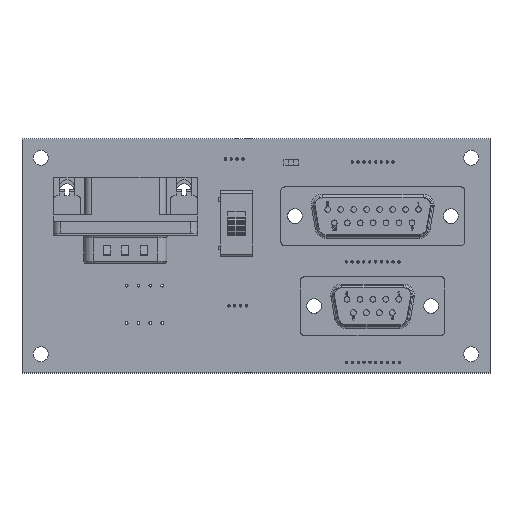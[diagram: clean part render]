
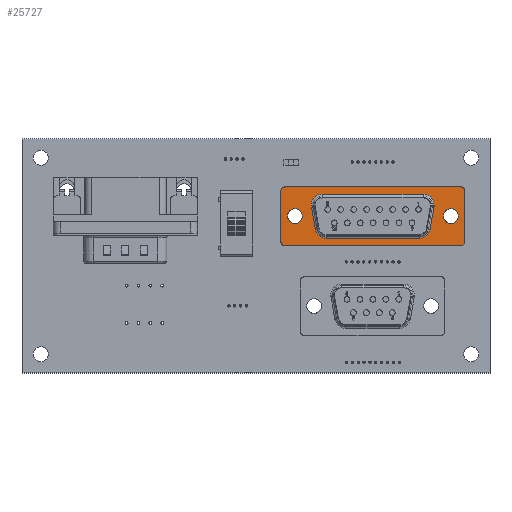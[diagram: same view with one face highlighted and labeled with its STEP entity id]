
A CAD part, top view. The second image highlights one B-rep face of the part: STEP entity #25727.
In plain terms, the highlighted planar face has unit normal (0, 0, 1).
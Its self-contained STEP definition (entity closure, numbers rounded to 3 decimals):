
#21598 = VERTEX_POINT('',#21599);
#21599 = CARTESIAN_POINT('',(30.402,10.986,0.));
#21608 = EDGE_CURVE('',#21598,#21609,#21611,.T.);
#21609 = VERTEX_POINT('',#21610);
#21610 = CARTESIAN_POINT('',(32.739,8.649,0.)
  );
#21611 = CIRCLE('',#21612,2.337);
#21612 = AXIS2_PLACEMENT_3D('',#21613,#21614,#21615);
#21613 = CARTESIAN_POINT('',(30.402,8.649,0.));
#21614 = DIRECTION('',(0.,0.,-1.));
#21615 = DIRECTION('',(1.,0.,0.));
#21804 = VERTEX_POINT('',#21805);
#21805 = CARTESIAN_POINT('',(37.871,6.299,0.));
#21811 = EDGE_CURVE('',#21812,#21804,#21814,.T.);
#21812 = VERTEX_POINT('',#21813);
#21813 = CARTESIAN_POINT('',(34.696,6.299,0.));
#21814 = CIRCLE('',#21815,1.588);
#21815 = AXIS2_PLACEMENT_3D('',#21816,#21817,#21818);
#21816 = CARTESIAN_POINT('',(36.284,6.299,0.));
#21817 = DIRECTION('',(0.,0.,1.));
#21818 = DIRECTION('',(1.,0.,0.));
#21846 = VERTEX_POINT('',#21847);
#21847 = CARTESIAN_POINT('',(4.547,6.299,0.));
#21853 = EDGE_CURVE('',#21854,#21846,#21856,.T.);
#21854 = VERTEX_POINT('',#21855);
#21855 = CARTESIAN_POINT('',(1.372,6.299,0.));
#21856 = CIRCLE('',#21857,1.588);
#21857 = AXIS2_PLACEMENT_3D('',#21858,#21859,#21860);
#21858 = CARTESIAN_POINT('',(2.959,6.299,0.));
#21859 = DIRECTION('',(0.,0.,1.));
#21860 = DIRECTION('',(1.,0.,0.));
#25727 = ADVANCED_FACE('',(#25728,#25797,#25807,#25817),#25887,.T.);
#25728 = FACE_BOUND('',#25729,.T.);
#25729 = EDGE_LOOP('',(#25730,#25731,#25740,#25748,#25757,#25765,#25774,
    #25782,#25791));
#25730 = ORIENTED_EDGE('',*,*,#21608,.T.);
#25731 = ORIENTED_EDGE('',*,*,#25732,.T.);
#25732 = EDGE_CURVE('',#21609,#25733,#25735,.T.);
#25733 = VERTEX_POINT('',#25734);
#25734 = CARTESIAN_POINT('',(32.704,8.243,0.));
#25735 = CIRCLE('',#25736,2.337);
#25736 = AXIS2_PLACEMENT_3D('',#25737,#25738,#25739);
#25737 = CARTESIAN_POINT('',(30.402,8.649,0.));
#25738 = DIRECTION('',(0.,0.,-1.));
#25739 = DIRECTION('',(1.,0.,0.));
#25740 = ORIENTED_EDGE('',*,*,#25741,.T.);
#25741 = EDGE_CURVE('',#25733,#25742,#25744,.T.);
#25742 = VERTEX_POINT('',#25743);
#25743 = CARTESIAN_POINT('',(31.865,3.493,0.));
#25744 = LINE('',#25745,#25746);
#25745 = CARTESIAN_POINT('',(30.305,-5.348,0.));
#25746 = VECTOR('',#25747,1.);
#25747 = DIRECTION('',(-0.174,-0.985,0.));
#25748 = ORIENTED_EDGE('',*,*,#25749,.T.);
#25749 = EDGE_CURVE('',#25742,#25750,#25752,.T.);
#25750 = VERTEX_POINT('',#25751);
#25751 = CARTESIAN_POINT('',(29.564,1.562,0.));
#25752 = CIRCLE('',#25753,2.337);
#25753 = AXIS2_PLACEMENT_3D('',#25754,#25755,#25756);
#25754 = CARTESIAN_POINT('',(29.564,3.899,0.));
#25755 = DIRECTION('',(0.,0.,-1.));
#25756 = DIRECTION('',(1.,0.,0.));
#25757 = ORIENTED_EDGE('',*,*,#25758,.T.);
#25758 = EDGE_CURVE('',#25750,#25759,#25761,.T.);
#25759 = VERTEX_POINT('',#25760);
#25760 = CARTESIAN_POINT('',(9.679,1.562,0.));
#25761 = LINE('',#25762,#25763);
#25762 = CARTESIAN_POINT('',(0.,1.562,0.));
#25763 = VECTOR('',#25764,1.);
#25764 = DIRECTION('',(-1.,0.,0.));
#25765 = ORIENTED_EDGE('',*,*,#25766,.T.);
#25766 = EDGE_CURVE('',#25759,#25767,#25769,.T.);
#25767 = VERTEX_POINT('',#25768);
#25768 = CARTESIAN_POINT('',(7.378,3.493,0.));
#25769 = CIRCLE('',#25770,2.337);
#25770 = AXIS2_PLACEMENT_3D('',#25771,#25772,#25773);
#25771 = CARTESIAN_POINT('',(9.679,3.899,0.));
#25772 = DIRECTION('',(0.,0.,-1.));
#25773 = DIRECTION('',(1.,0.,0.));
#25774 = ORIENTED_EDGE('',*,*,#25775,.T.);
#25775 = EDGE_CURVE('',#25767,#25776,#25778,.T.);
#25776 = VERTEX_POINT('',#25777);
#25777 = CARTESIAN_POINT('',(6.539,8.243,0.));
#25778 = LINE('',#25779,#25780);
#25779 = CARTESIAN_POINT('',(7.753,1.368,0.));
#25780 = VECTOR('',#25781,1.);
#25781 = DIRECTION('',(-0.174,0.985,0.));
#25782 = ORIENTED_EDGE('',*,*,#25783,.T.);
#25783 = EDGE_CURVE('',#25776,#25784,#25786,.T.);
#25784 = VERTEX_POINT('',#25785);
#25785 = CARTESIAN_POINT('',(8.841,10.986,0.));
#25786 = CIRCLE('',#25787,2.337);
#25787 = AXIS2_PLACEMENT_3D('',#25788,#25789,#25790);
#25788 = CARTESIAN_POINT('',(8.841,8.649,0.));
#25789 = DIRECTION('',(0.,0.,-1.));
#25790 = DIRECTION('',(1.,0.,0.));
#25791 = ORIENTED_EDGE('',*,*,#25792,.T.);
#25792 = EDGE_CURVE('',#25784,#21598,#25793,.T.);
#25793 = LINE('',#25794,#25795);
#25794 = CARTESIAN_POINT('',(0.,10.986,0.));
#25795 = VECTOR('',#25796,1.);
#25796 = DIRECTION('',(1.,0.,0.));
#25797 = FACE_BOUND('',#25798,.T.);
#25798 = EDGE_LOOP('',(#25799,#25806));
#25799 = ORIENTED_EDGE('',*,*,#25800,.F.);
#25800 = EDGE_CURVE('',#21804,#21812,#25801,.T.);
#25801 = CIRCLE('',#25802,1.588);
#25802 = AXIS2_PLACEMENT_3D('',#25803,#25804,#25805);
#25803 = CARTESIAN_POINT('',(36.284,6.299,0.));
#25804 = DIRECTION('',(0.,0.,1.));
#25805 = DIRECTION('',(1.,0.,0.));
#25806 = ORIENTED_EDGE('',*,*,#21811,.F.);
#25807 = FACE_BOUND('',#25808,.T.);
#25808 = EDGE_LOOP('',(#25809,#25816));
#25809 = ORIENTED_EDGE('',*,*,#25810,.F.);
#25810 = EDGE_CURVE('',#21846,#21854,#25811,.T.);
#25811 = CIRCLE('',#25812,1.588);
#25812 = AXIS2_PLACEMENT_3D('',#25813,#25814,#25815);
#25813 = CARTESIAN_POINT('',(2.959,6.299,0.));
#25814 = DIRECTION('',(0.,0.,1.));
#25815 = DIRECTION('',(1.,0.,0.));
#25816 = ORIENTED_EDGE('',*,*,#21853,.F.);
#25817 = FACE_BOUND('',#25818,.T.);
#25818 = EDGE_LOOP('',(#25819,#25829,#25838,#25846,#25855,#25863,#25872,
    #25880));
#25819 = ORIENTED_EDGE('',*,*,#25820,.T.);
#25820 = EDGE_CURVE('',#25821,#25823,#25825,.T.);
#25821 = VERTEX_POINT('',#25822);
#25822 = CARTESIAN_POINT('',(38.354,12.548,0.));
#25823 = VERTEX_POINT('',#25824);
#25824 = CARTESIAN_POINT('',(0.889,12.548,0.));
#25825 = LINE('',#25826,#25827);
#25826 = CARTESIAN_POINT('',(0.,12.548,0.));
#25827 = VECTOR('',#25828,1.);
#25828 = DIRECTION('',(-1.,0.,0.));
#25829 = ORIENTED_EDGE('',*,*,#25830,.T.);
#25830 = EDGE_CURVE('',#25823,#25831,#25833,.T.);
#25831 = VERTEX_POINT('',#25832);
#25832 = CARTESIAN_POINT('',(0.,11.659,0.));
#25833 = CIRCLE('',#25834,0.889);
#25834 = AXIS2_PLACEMENT_3D('',#25835,#25836,#25837);
#25835 = CARTESIAN_POINT('',(0.889,11.659,0.));
#25836 = DIRECTION('',(0.,0.,1.));
#25837 = DIRECTION('',(1.,0.,0.));
#25838 = ORIENTED_EDGE('',*,*,#25839,.T.);
#25839 = EDGE_CURVE('',#25831,#25840,#25842,.T.);
#25840 = VERTEX_POINT('',#25841);
#25841 = CARTESIAN_POINT('',(0.,0.889,0.));
#25842 = LINE('',#25843,#25844);
#25843 = CARTESIAN_POINT('',(0.,12.548,0.));
#25844 = VECTOR('',#25845,1.);
#25845 = DIRECTION('',(0.,-1.,0.));
#25846 = ORIENTED_EDGE('',*,*,#25847,.T.);
#25847 = EDGE_CURVE('',#25840,#25848,#25850,.T.);
#25848 = VERTEX_POINT('',#25849);
#25849 = CARTESIAN_POINT('',(0.889,0.,0.));
#25850 = CIRCLE('',#25851,0.889);
#25851 = AXIS2_PLACEMENT_3D('',#25852,#25853,#25854);
#25852 = CARTESIAN_POINT('',(0.889,0.889,0.));
#25853 = DIRECTION('',(0.,0.,1.));
#25854 = DIRECTION('',(1.,0.,0.));
#25855 = ORIENTED_EDGE('',*,*,#25856,.T.);
#25856 = EDGE_CURVE('',#25848,#25857,#25859,.T.);
#25857 = VERTEX_POINT('',#25858);
#25858 = CARTESIAN_POINT('',(38.354,0.,0.));
#25859 = LINE('',#25860,#25861);
#25860 = CARTESIAN_POINT('',(0.,0.,0.));
#25861 = VECTOR('',#25862,1.);
#25862 = DIRECTION('',(1.,0.,0.));
#25863 = ORIENTED_EDGE('',*,*,#25864,.T.);
#25864 = EDGE_CURVE('',#25857,#25865,#25867,.T.);
#25865 = VERTEX_POINT('',#25866);
#25866 = CARTESIAN_POINT('',(39.243,0.889,0.));
#25867 = CIRCLE('',#25868,0.889);
#25868 = AXIS2_PLACEMENT_3D('',#25869,#25870,#25871);
#25869 = CARTESIAN_POINT('',(38.354,0.889,0.));
#25870 = DIRECTION('',(0.,0.,1.));
#25871 = DIRECTION('',(1.,0.,0.));
#25872 = ORIENTED_EDGE('',*,*,#25873,.T.);
#25873 = EDGE_CURVE('',#25865,#25874,#25876,.T.);
#25874 = VERTEX_POINT('',#25875);
#25875 = CARTESIAN_POINT('',(39.243,11.659,0.));
#25876 = LINE('',#25877,#25878);
#25877 = CARTESIAN_POINT('',(39.243,12.548,0.));
#25878 = VECTOR('',#25879,1.);
#25879 = DIRECTION('',(0.,1.,0.));
#25880 = ORIENTED_EDGE('',*,*,#25881,.T.);
#25881 = EDGE_CURVE('',#25874,#25821,#25882,.T.);
#25882 = CIRCLE('',#25883,0.889);
#25883 = AXIS2_PLACEMENT_3D('',#25884,#25885,#25886);
#25884 = CARTESIAN_POINT('',(38.354,11.659,0.));
#25885 = DIRECTION('',(0.,0.,1.));
#25886 = DIRECTION('',(1.,0.,0.));
#25887 = PLANE('',#25888);
#25888 = AXIS2_PLACEMENT_3D('',#25889,#25890,#25891);
#25889 = CARTESIAN_POINT('',(0.,0.,0.));
#25890 = DIRECTION('',(0.,0.,1.));
#25891 = DIRECTION('',(1.,0.,0.));
